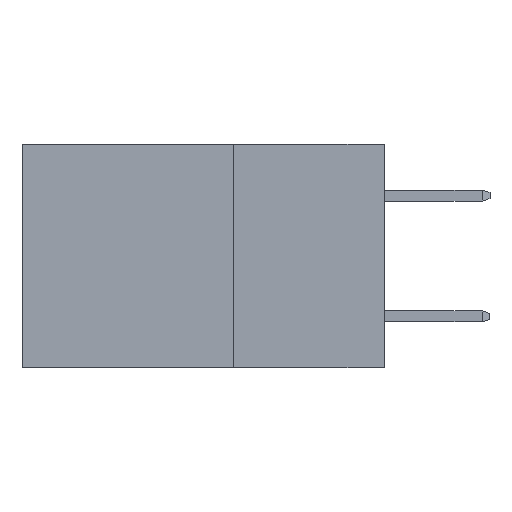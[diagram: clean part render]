
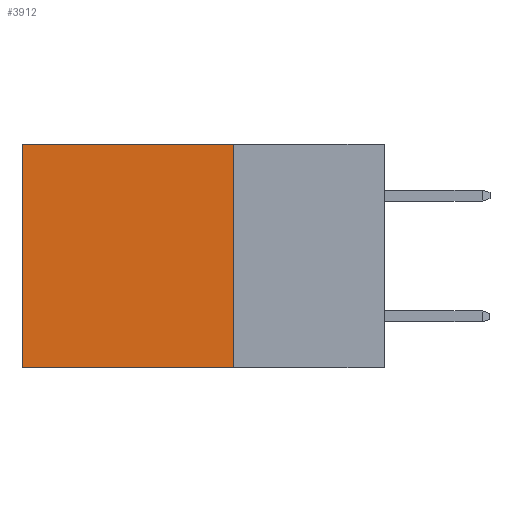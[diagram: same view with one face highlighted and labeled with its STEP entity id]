
A CAD part, left-side view. The second image highlights one B-rep face of the part: STEP entity #3912.
In plain terms, the highlighted planar face has unit normal (-1, 0, 0).
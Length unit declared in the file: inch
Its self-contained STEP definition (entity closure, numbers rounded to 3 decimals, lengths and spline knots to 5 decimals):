
#389 = FACE_OUTER_BOUND ( 'NONE', #13567, .T. ) ;
#747 = LINE ( 'NONE', #13918, #17646 ) ;
#828 = CARTESIAN_POINT ( 'NONE',  ( 0.298, 0.25, 0. ) ) ;
#1173 = DIRECTION ( 'NONE',  ( 0., 0., -1. ) ) ;
#1233 = VECTOR ( 'NONE', #1173, 39.37008 ) ;
#1347 = ORIENTED_EDGE ( 'NONE', *, *, #8117, .T. ) ;
#1985 = DIRECTION ( 'NONE',  ( 1., 0., 0. ) ) ;
#2396 = AXIS2_PLACEMENT_3D ( 'NONE', #9868, #1985, #8747 ) ;
#3440 = LINE ( 'NONE', #7286, #7192 ) ;
#3912 = ADVANCED_FACE ( 'NONE', ( #389 ), #9534, .F. ) ;
#3962 = EDGE_CURVE ( 'NONE', #5812, #15150, #3440, .T. ) ;
#4580 = VERTEX_POINT ( 'NONE', #14007 ) ;
#5752 = CARTESIAN_POINT ( 'NONE',  ( 0.298, 0.6, -0.37 ) ) ;
#5812 = VERTEX_POINT ( 'NONE', #14808 ) ;
#6080 = ORIENTED_EDGE ( 'NONE', *, *, #6959, .T. ) ;
#6205 = VECTOR ( 'NONE', #14190, 39.37008 ) ;
#6741 = VERTEX_POINT ( 'NONE', #828 ) ;
#6959 = EDGE_CURVE ( 'NONE', #6741, #4580, #12962, .T. ) ;
#7192 = VECTOR ( 'NONE', #8713, 39.37008 ) ;
#7286 = CARTESIAN_POINT ( 'NONE',  ( 0.298, 0.25, -0.37 ) ) ;
#8117 = EDGE_CURVE ( 'NONE', #4580, #15150, #747, .T. ) ;
#8713 = DIRECTION ( 'NONE',  ( 0., 1., 0. ) ) ;
#8747 = DIRECTION ( 'NONE',  ( 0., 0., -1. ) ) ;
#8898 = ORIENTED_EDGE ( 'NONE', *, *, #3962, .F. ) ;
#9306 = ORIENTED_EDGE ( 'NONE', *, *, #17457, .F. ) ;
#9534 = PLANE ( 'NONE',  #2396 ) ;
#9868 = CARTESIAN_POINT ( 'NONE',  ( 0.298, 0.25, 0. ) ) ;
#12319 = CARTESIAN_POINT ( 'NONE',  ( 0.298, 0.25, 0. ) ) ;
#12962 = LINE ( 'NONE', #14339, #6205 ) ;
#13567 = EDGE_LOOP ( 'NONE', ( #1347, #8898, #9306, #6080 ) ) ;
#13885 = DIRECTION ( 'NONE',  ( 0., 0., -1. ) ) ;
#13918 = CARTESIAN_POINT ( 'NONE',  ( 0.298, 0.6, 0. ) ) ;
#14007 = CARTESIAN_POINT ( 'NONE',  ( 0.298, 0.6, 0. ) ) ;
#14190 = DIRECTION ( 'NONE',  ( 0., 1., 0. ) ) ;
#14339 = CARTESIAN_POINT ( 'NONE',  ( 0.298, 0.25, 0. ) ) ;
#14808 = CARTESIAN_POINT ( 'NONE',  ( 0.298, 0.25, -0.37 ) ) ;
#15150 = VERTEX_POINT ( 'NONE', #5752 ) ;
#15470 = LINE ( 'NONE', #12319, #1233 ) ;
#17457 = EDGE_CURVE ( 'NONE', #6741, #5812, #15470, .T. ) ;
#17646 = VECTOR ( 'NONE', #13885, 39.37008 ) ;
